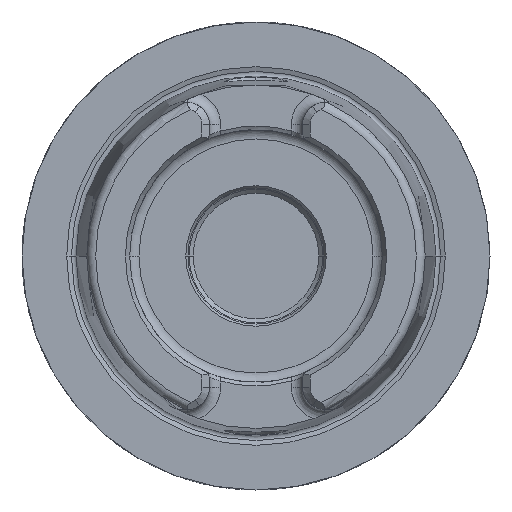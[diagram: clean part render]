
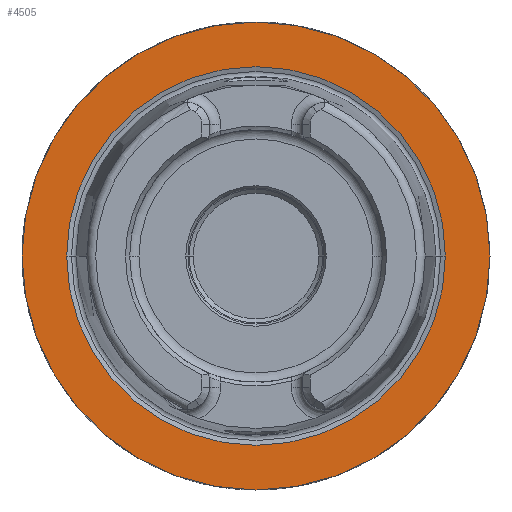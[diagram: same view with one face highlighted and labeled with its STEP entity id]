
A CAD part, left-side view. The second image highlights one B-rep face of the part: STEP entity #4505.
In plain terms, the highlighted planar face has unit normal (-1, 0, 0).
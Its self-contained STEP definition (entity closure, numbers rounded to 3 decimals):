
#1068=CARTESIAN_POINT('',(0.,0.,0.));
#1069=DIRECTION('',(1.,0.,0.));
#1070=DIRECTION('',(0.,1.,0.));
#1071=AXIS2_PLACEMENT_3D('',#1068,#1069,#1070);
#1073=CARTESIAN_POINT('',(0.,0.,0.));
#1074=DIRECTION('',(-1.,0.,0.));
#1075=DIRECTION('',(0.,1.,0.));
#1076=AXIS2_PLACEMENT_3D('',#1073,#1074,#1075);
#1078=CARTESIAN_POINT('',(0.,0.,0.));
#1079=DIRECTION('',(-1.,0.,0.));
#1080=DIRECTION('',(0.,-1.,0.));
#1081=AXIS2_PLACEMENT_3D('',#1078,#1079,#1080);
#1083=CARTESIAN_POINT('',(0.,0.,0.));
#1084=DIRECTION('',(-1.,0.,0.));
#1085=DIRECTION('',(0.,1.,0.));
#1086=AXIS2_PLACEMENT_3D('',#1083,#1084,#1085);
#2762=CARTESIAN_POINT('',(0.,31.5,0.));
#2763=CARTESIAN_POINT('',(0.,-31.5,0.));
#2764=VERTEX_POINT('',#2762);
#2765=VERTEX_POINT('',#2763);
#2790=CARTESIAN_POINT('',(0.,-25.49,0.));
#2791=VERTEX_POINT('',#2790);
#2792=CARTESIAN_POINT('',(0.,25.49,0.));
#2793=VERTEX_POINT('',#2792);
#4490=CARTESIAN_POINT('',(0.,0.,0.));
#4491=DIRECTION('',(1.,0.,0.));
#4492=DIRECTION('',(0.,-1.,0.));
#4493=AXIS2_PLACEMENT_3D('',#4490,#4491,#4492);
#4494=PLANE('',#4493);
#4496=ORIENTED_EDGE('',*,*,#4495,.T.);
#4498=ORIENTED_EDGE('',*,*,#4497,.F.);
#4499=EDGE_LOOP('',(#4496,#4498));
#4500=FACE_OUTER_BOUND('',#4499,.F.);
#4501=ORIENTED_EDGE('',*,*,#4485,.T.);
#4502=ORIENTED_EDGE('',*,*,#4469,.T.);
#4503=EDGE_LOOP('',(#4501,#4502));
#4504=FACE_BOUND('',#4503,.F.);
#4505=ADVANCED_FACE('',(#4500,#4504),#4494,.F.);
#1072=CIRCLE('',#1071,31.5);
#1077=CIRCLE('',#1076,31.5);
#1082=CIRCLE('',#1081,25.49);
#1087=CIRCLE('',#1086,25.49);
#4469=EDGE_CURVE('',#2793,#2791,#1087,.T.);
#4485=EDGE_CURVE('',#2791,#2793,#1082,.T.);
#4495=EDGE_CURVE('',#2764,#2765,#1072,.T.);
#4497=EDGE_CURVE('',#2764,#2765,#1077,.T.);
